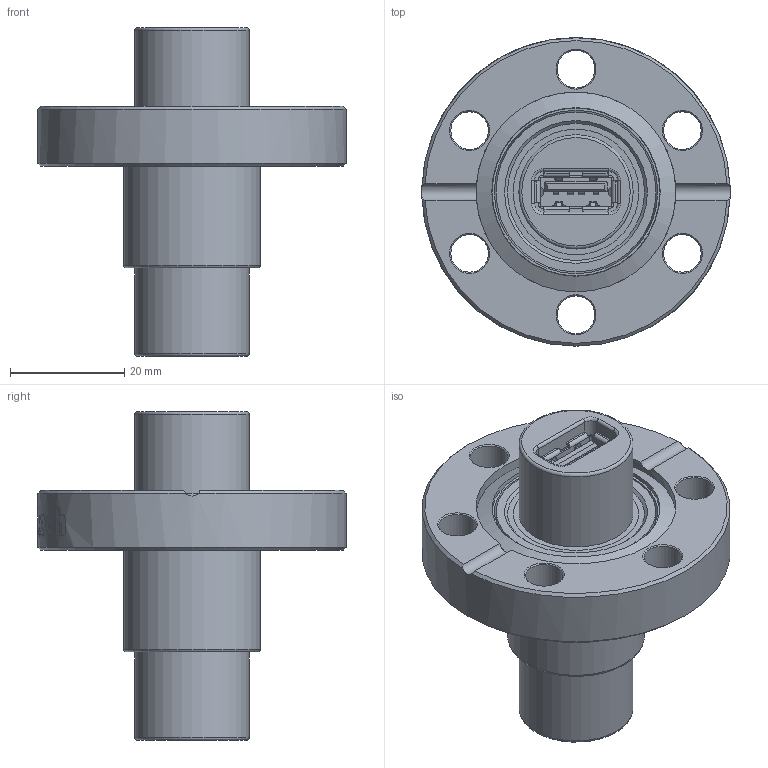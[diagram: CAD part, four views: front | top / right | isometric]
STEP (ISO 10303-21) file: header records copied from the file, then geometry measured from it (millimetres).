
FILE_DESCRIPTION (( 'STEP AP214' ), '1' );
FILE_NAME ('俋楷耀倰-C-CF25-1USB2-TE.STEP', '2024-08-14T05:36:01', ( '' ), ( '' ), 'SwSTEP 2.0', 'SolidWorks 2020', '' );
FILE_SCHEMA (( 'AUTOMOTIVE_DESIGN' ));
Length unit declared in the file: millimetre
Products named in the file (6): 俋楷耀倰-C-D24-USB2-A3; c-1734366-1-c1-3d; FL-CF25-D24; 俋楷耀倰-C-CF25-1USB2-TE; SHD-USB2-A3; 俋楷耀倰-FL-D24d176
Assembly tree (7 placements, depth 3):
  俋楷耀倰-C-CF25-1USB2-TE
    FL-CF25-D24
    俋楷耀倰-C-D24-USB2-A3
      俋楷耀倰-FL-D24d176
      c-1734366-1-c1-3d  x2
      SHD-USB2-A3  x2
Bounding box: 54 x 54 x 57.6 mm (x, y, z)
Volume: 32235.6 mm3; surface area: 18237 mm2
Topology: 6 solids, 6 shells, 853 faces, 2278 edges, 1484 vertices
Faces by surface type: plane 433, cylinder 208, bspline 158, cone 35, torus 19
Full cylindrical faces by diameter (mm): 6.6 x6, 17.6 x2, 20 x2, 22 x4, 24 x2, 28 x1, 35 x1, 54 x1
Entity records: 19548 total; most frequent: CARTESIAN_POINT 7741, ORIENTED_EDGE 2606, DIRECTION 2011, EDGE_CURVE 1303, VERTEX_POINT 912, LINE 773, VECTOR 773, AXIS2_PLACEMENT_3D 619
